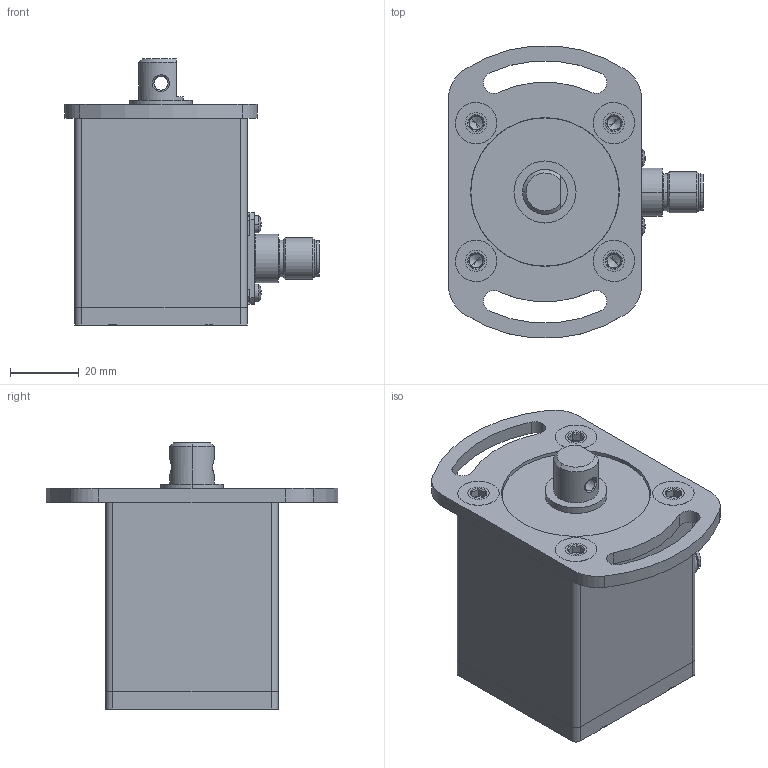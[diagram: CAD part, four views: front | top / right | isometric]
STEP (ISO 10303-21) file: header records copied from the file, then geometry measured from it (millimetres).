
FILE_DESCRIPTION (( 'STEP AP214' ), '1' );
FILE_NAME ('PWG 50 V10U.STEP', '2022-04-14T09:15:34', ( '' ), ( '' ), 'SwSTEP 2.0', 'SolidWorks 2017', '' );
FILE_SCHEMA (( 'AUTOMOTIVE_DESIGN' ));
Length unit declared in the file: millimetre
Products named in the file (9): M6x16; Montageplatte_P04_04 145 05; PWG 50 V10U; M3x6; Deckel_PWG50; M2.5x6_kreuz; PWG50V10U_Gehäuse_FÜR_KUNDEN; Welle_PWG50U10U_KdZch; Stecker_conec
Assembly tree (17 placements, depth 2):
  PWG 50 V10U
    PWG50V10U_Gehäuse_FÜR_KUNDEN
    Welle_PWG50U10U_KdZch
    Stecker_conec
    M2.5x6_kreuz  x4
    M3x6  x4
    Montageplatte_P04_04 145 05
    M6x16  x4
    Deckel_PWG50
Bounding box: 74 x 84.7 x 77.2 mm (x, y, z)
Volume: 113765.3 mm3; surface area: 46464.8 mm2
Topology: 17 solids, 19 shells, 726 faces, 1764 edges, 1111 vertices
Faces by surface type: plane 287, cylinder 207, cone 122, bspline 98, torus 12
Entity records: 19740 total; most frequent: CARTESIAN_POINT 5104, ORIENTED_EDGE 2298, DIRECTION 2194, EDGE_CURVE 1149, AXIS2_PLACEMENT_3D 835, VERTEX_POINT 736, EDGE_LOOP 583, VECTOR 524
